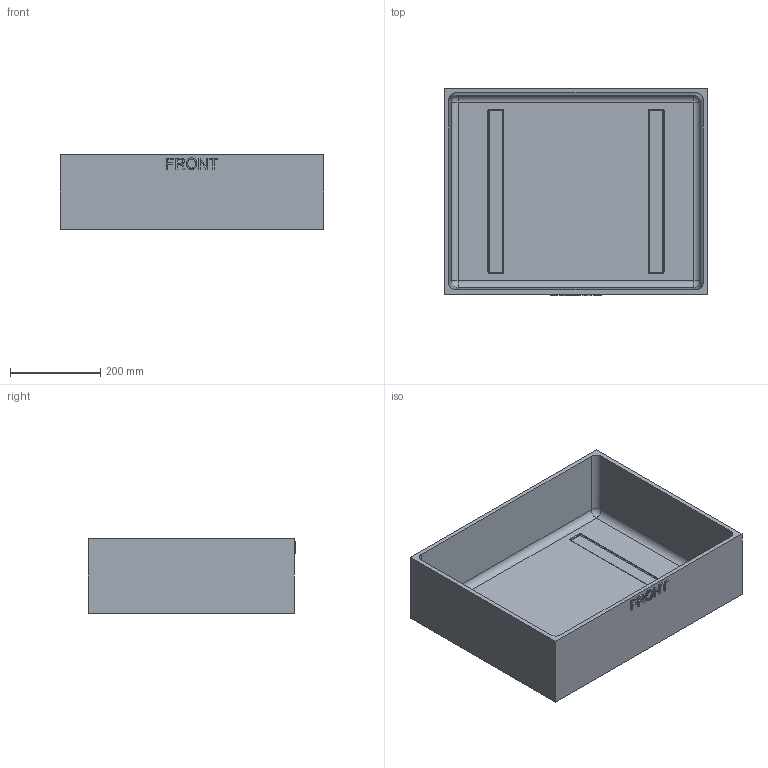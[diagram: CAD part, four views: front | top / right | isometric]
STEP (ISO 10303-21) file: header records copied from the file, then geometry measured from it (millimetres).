
FILE_DESCRIPTION( ( 'Unknown' ), '1' );
FILE_NAME( '2700-base_internal_tub.stp', 'Unknown', ( 'Unknown' ), ( 'Unknown' ), 'PSStep 10.1', 'Unknown', ' ' );
FILE_SCHEMA( ( 'AUTOMOTIVE_DESIGN { 1 0 10303 214 1 1 1 1 }' ) );
Length unit declared in the file: millimetre
Products named in the file (1): 1
Bounding box: 584.2 x 460.38 x 165.1 mm (x, y, z)
Volume: 6768977.9 mm3; surface area: 1161968.2 mm2
Topology: 1 solids, 1 shells, 103 faces, 249 edges, 154 vertices
Faces by surface type: plane 53, bspline 24, cylinder 16, extrusion 6, sphere 4
Entity records: 3620 total; most frequent: CARTESIAN_POINT 1505, ORIENTED_EDGE 486, DIRECTION 343, EDGE_CURVE 243, VERTEX_POINT 154, AXIS2_PLACEMENT_3D 130, EDGE_LOOP 115, B_SPLINE_CURVE_WITH_KNOTS 112
